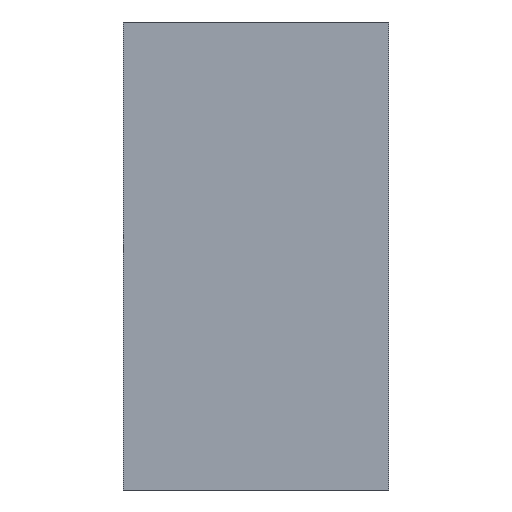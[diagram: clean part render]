
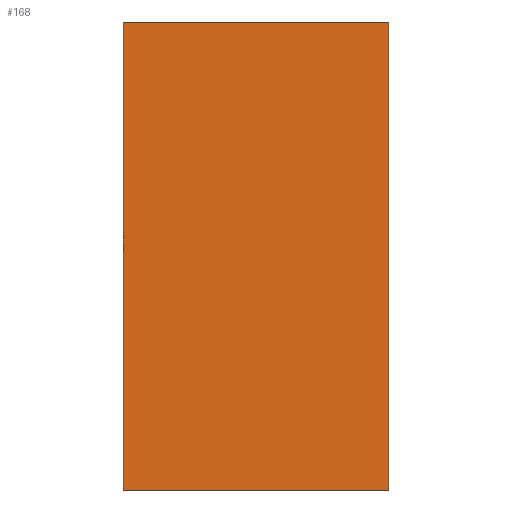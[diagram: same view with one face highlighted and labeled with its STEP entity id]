
A CAD part, left-side view. The second image highlights one B-rep face of the part: STEP entity #168.
In plain terms, the highlighted planar face has unit normal (-1, 0, 0).
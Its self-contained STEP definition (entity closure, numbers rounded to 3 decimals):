
#8 = CARTESIAN_POINT ( 'NONE',  ( -1., 0.71, 0.625 ) ) ;
#12 = CARTESIAN_POINT ( 'NONE',  ( -1., 0.71, 0.625 ) ) ;
#18 = FACE_OUTER_BOUND ( 'NONE', #189, .T. ) ;
#19 = ORIENTED_EDGE ( 'NONE', *, *, #64, .T. ) ;
#53 = DIRECTION ( 'NONE',  ( 1., 0., 0. ) ) ;
#56 = ORIENTED_EDGE ( 'NONE', *, *, #272, .F. ) ;
#64 = EDGE_CURVE ( 'NONE', #268, #148, #114, .T. ) ;
#79 = CARTESIAN_POINT ( 'NONE',  ( -1., 0.71, 0.625 ) ) ;
#91 = DIRECTION ( 'NONE',  ( 0., -1., 0. ) ) ;
#99 = VECTOR ( 'NONE', #350, 1000. ) ;
#103 = DIRECTION ( 'NONE',  ( 0., -1., 0. ) ) ;
#113 = CARTESIAN_POINT ( 'NONE',  ( -1., 0.71, -0.625 ) ) ;
#114 = LINE ( 'NONE', #394, #343 ) ;
#127 = EDGE_CURVE ( 'NONE', #370, #268, #233, .T. ) ;
#136 = LINE ( 'NONE', #8, #99 ) ;
#148 = VERTEX_POINT ( 'NONE', #255 ) ;
#155 = AXIS2_PLACEMENT_3D ( 'NONE', #79, #53, #256 ) ;
#165 = CARTESIAN_POINT ( 'NONE',  ( -1., 0., -0.625 ) ) ;
#168 = ADVANCED_FACE ( 'NONE', ( #18 ), #229, .F. ) ;
#189 = EDGE_LOOP ( 'NONE', ( #19, #278, #56, #325 ) ) ;
#229 = PLANE ( 'NONE',  #155 ) ;
#233 = LINE ( 'NONE', #113, #309 ) ;
#234 = DIRECTION ( 'NONE',  ( 0., 0., 1. ) ) ;
#243 = VECTOR ( 'NONE', #91, 1000. ) ;
#255 = CARTESIAN_POINT ( 'NONE',  ( -1., 0., 0.625 ) ) ;
#256 = DIRECTION ( 'NONE',  ( 0., 0., -1. ) ) ;
#265 = VERTEX_POINT ( 'NONE', #12 ) ;
#268 = VERTEX_POINT ( 'NONE', #165 ) ;
#272 = EDGE_CURVE ( 'NONE', #370, #265, #136, .T. ) ;
#278 = ORIENTED_EDGE ( 'NONE', *, *, #306, .F. ) ;
#306 = EDGE_CURVE ( 'NONE', #265, #148, #382, .T. ) ;
#309 = VECTOR ( 'NONE', #103, 1000. ) ;
#325 = ORIENTED_EDGE ( 'NONE', *, *, #127, .T. ) ;
#336 = CARTESIAN_POINT ( 'NONE',  ( -1., 0.71, -0.625 ) ) ;
#343 = VECTOR ( 'NONE', #234, 1000. ) ;
#350 = DIRECTION ( 'NONE',  ( 0., 0., 1. ) ) ;
#370 = VERTEX_POINT ( 'NONE', #336 ) ;
#382 = LINE ( 'NONE', #396, #243 ) ;
#394 = CARTESIAN_POINT ( 'NONE',  ( -1., 0., 0.625 ) ) ;
#396 = CARTESIAN_POINT ( 'NONE',  ( -1., 0.71, 0.625 ) ) ;
